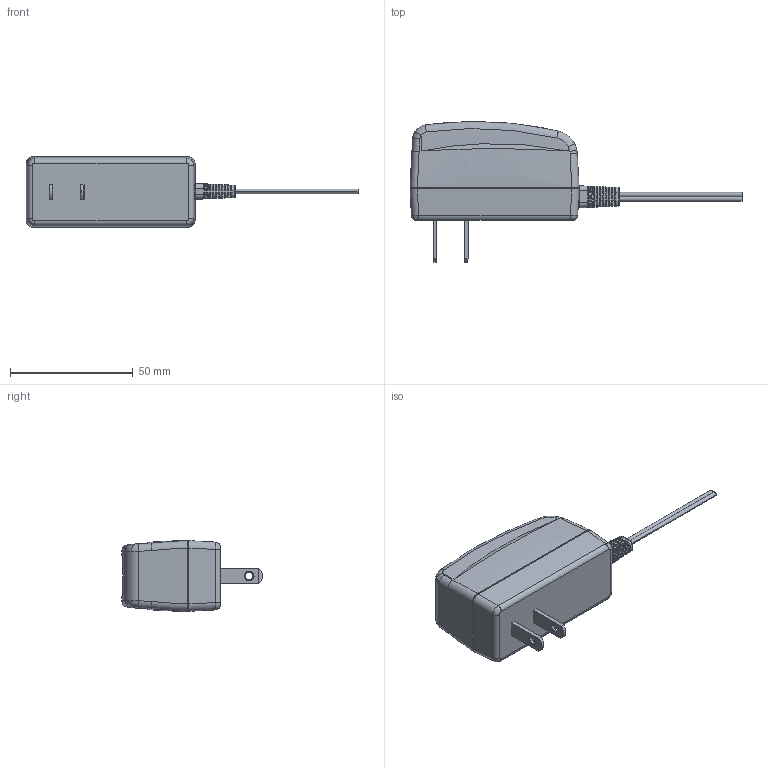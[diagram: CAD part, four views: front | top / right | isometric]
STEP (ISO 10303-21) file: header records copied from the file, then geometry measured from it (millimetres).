
FILE_DESCRIPTION((''),'2;1');
FILE_NAME('UL_ASM_1_ASM','2019-12-17T',('zhoulj'),(''),'CREO PARAMETRIC BY PTC INC, 2015200','CREO PARAMETRIC BY PTC INC, 2015200','');
FILE_SCHEMA(('CONFIG_CONTROL_DESIGN'));
Length unit declared in the file: millimetre
Products named in the file (5): ULBOT_2; UL_TOP_2; PIN; 12W_SR__1; UL_ASM_1_ASM
Assembly tree (4 placements, depth 2):
  UL_ASM_1_ASM
    ULBOT_2
    UL_TOP_2
    PIN
    12W_SR__1
Bounding box: 135.46 x 57.5 x 28.8 mm (x, y, z)
Volume: 24736.3 mm3; surface area: 22982.1 mm2
Topology: 5 solids, 5 shells, 874 faces, 2099 edges, 1245 vertices
Faces by surface type: cylinder 333, plane 259, bspline 168, torus 56, sphere 40, cone 10, extrusion 8
Entity records: 33185 total; most frequent: CARTESIAN_POINT 14891, ORIENTED_EDGE 4198, DIRECTION 3077, EDGE_CURVE 2099, VERTEX_POINT 1246, AXIS2_PLACEMENT_3D 1033, VECTOR 1011, LINE 1003
